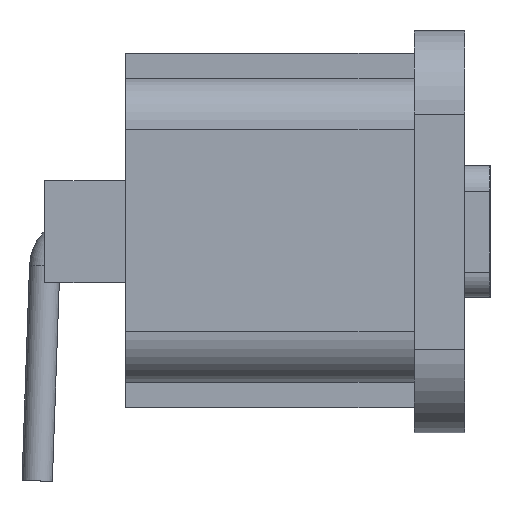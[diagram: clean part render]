
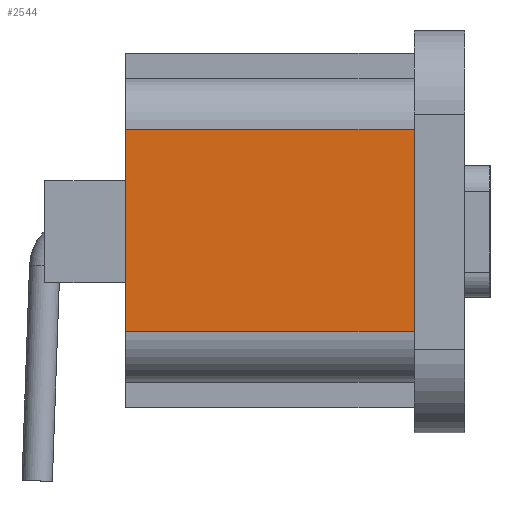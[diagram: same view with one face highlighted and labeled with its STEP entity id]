
A CAD part, left-side view. The second image highlights one B-rep face of the part: STEP entity #2544.
In plain terms, the highlighted planar face has unit normal (-1, 0, 0).
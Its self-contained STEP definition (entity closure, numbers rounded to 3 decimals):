
#72 = PLANE('',#73);
#73 = AXIS2_PLACEMENT_3D('',#74,#75,#76);
#74 = CARTESIAN_POINT('',(20.18,2.,7.95));
#75 = DIRECTION('',(0.,1.,0.));
#76 = DIRECTION('',(0.,0.,1.));
#593 = VERTEX_POINT('',#594);
#594 = CARTESIAN_POINT('',(2.05,2.,12.));
#611 = CYLINDRICAL_SURFACE('',#612,2.);
#612 = AXIS2_PLACEMENT_3D('',#613,#614,#615);
#613 = CARTESIAN_POINT('',(4.05,2.,12.));
#614 = DIRECTION('',(0.,-1.,0.));
#615 = DIRECTION('',(-1.,0.,0.));
#623 = EDGE_CURVE('',#593,#624,#626,.T.);
#624 = VERTEX_POINT('',#625);
#625 = CARTESIAN_POINT('',(2.05,2.,4.));
#626 = SURFACE_CURVE('',#627,(#631,#638),.PCURVE_S1.);
#627 = LINE('',#628,#629);
#628 = CARTESIAN_POINT('',(2.05,2.,12.));
#629 = VECTOR('',#630,1.);
#630 = DIRECTION('',(0.,0.,-1.));
#631 = PCURVE('',#72,#632);
#632 = DEFINITIONAL_REPRESENTATION('',(#633),#637);
#633 = LINE('',#634,#635);
#634 = CARTESIAN_POINT('',(4.05,-18.13));
#635 = VECTOR('',#636,1.);
#636 = DIRECTION('',(-1.,0.));
#637 = ( GEOMETRIC_REPRESENTATION_CONTEXT(2) 
PARAMETRIC_REPRESENTATION_CONTEXT() REPRESENTATION_CONTEXT('2D SPACE',''
  ) );
#638 = PCURVE('',#639,#644);
#639 = PLANE('',#640);
#640 = AXIS2_PLACEMENT_3D('',#641,#642,#643);
#641 = CARTESIAN_POINT('',(2.05,2.,12.));
#642 = DIRECTION('',(-1.,0.,0.));
#643 = DIRECTION('',(0.,0.,-1.));
#644 = DEFINITIONAL_REPRESENTATION('',(#645),#649);
#645 = LINE('',#646,#647);
#646 = CARTESIAN_POINT('',(0.,0.));
#647 = VECTOR('',#648,1.);
#648 = DIRECTION('',(1.,0.));
#649 = ( GEOMETRIC_REPRESENTATION_CONTEXT(2) 
PARAMETRIC_REPRESENTATION_CONTEXT() REPRESENTATION_CONTEXT('2D SPACE',''
  ) );
#668 = CYLINDRICAL_SURFACE('',#669,2.);
#669 = AXIS2_PLACEMENT_3D('',#670,#671,#672);
#670 = CARTESIAN_POINT('',(4.05,2.,4.));
#671 = DIRECTION('',(0.,-1.,0.));
#672 = DIRECTION('',(-1.,0.,0.));
#1489 = EDGE_CURVE('',#593,#1490,#1492,.T.);
#1490 = VERTEX_POINT('',#1491);
#1491 = CARTESIAN_POINT('',(2.05,13.4,12.));
#1492 = SURFACE_CURVE('',#1493,(#1497,#1504),.PCURVE_S1.);
#1493 = LINE('',#1494,#1495);
#1494 = CARTESIAN_POINT('',(2.05,2.,12.));
#1495 = VECTOR('',#1496,1.);
#1496 = DIRECTION('',(0.,1.,0.));
#1497 = PCURVE('',#611,#1498);
#1498 = DEFINITIONAL_REPRESENTATION('',(#1499),#1503);
#1499 = LINE('',#1500,#1501);
#1500 = CARTESIAN_POINT('',(-0.,0.));
#1501 = VECTOR('',#1502,1.);
#1502 = DIRECTION('',(-0.,-1.));
#1503 = ( GEOMETRIC_REPRESENTATION_CONTEXT(2) 
PARAMETRIC_REPRESENTATION_CONTEXT() REPRESENTATION_CONTEXT('2D SPACE',''
  ) );
#1504 = PCURVE('',#639,#1505);
#1505 = DEFINITIONAL_REPRESENTATION('',(#1506),#1510);
#1506 = LINE('',#1507,#1508);
#1507 = CARTESIAN_POINT('',(0.,0.));
#1508 = VECTOR('',#1509,1.);
#1509 = DIRECTION('',(0.,-1.));
#1510 = ( GEOMETRIC_REPRESENTATION_CONTEXT(2) 
PARAMETRIC_REPRESENTATION_CONTEXT() REPRESENTATION_CONTEXT('2D SPACE',''
  ) );
#1529 = PLANE('',#1530);
#1530 = AXIS2_PLACEMENT_3D('',#1531,#1532,#1533);
#1531 = CARTESIAN_POINT('',(20.485,13.4,8.));
#1532 = DIRECTION('',(0.,1.,0.));
#1533 = DIRECTION('',(0.,0.,1.));
#2500 = VERTEX_POINT('',#2501);
#2501 = CARTESIAN_POINT('',(2.05,13.4,4.));
#2523 = EDGE_CURVE('',#624,#2500,#2524,.T.);
#2524 = SURFACE_CURVE('',#2525,(#2529,#2536),.PCURVE_S1.);
#2525 = LINE('',#2526,#2527);
#2526 = CARTESIAN_POINT('',(2.05,2.,4.));
#2527 = VECTOR('',#2528,1.);
#2528 = DIRECTION('',(0.,1.,0.));
#2529 = PCURVE('',#668,#2530);
#2530 = DEFINITIONAL_REPRESENTATION('',(#2531),#2535);
#2531 = LINE('',#2532,#2533);
#2532 = CARTESIAN_POINT('',(-6.283,0.));
#2533 = VECTOR('',#2534,1.);
#2534 = DIRECTION('',(-0.,-1.));
#2535 = ( GEOMETRIC_REPRESENTATION_CONTEXT(2) 
PARAMETRIC_REPRESENTATION_CONTEXT() REPRESENTATION_CONTEXT('2D SPACE',''
  ) );
#2536 = PCURVE('',#639,#2537);
#2537 = DEFINITIONAL_REPRESENTATION('',(#2538),#2542);
#2538 = LINE('',#2539,#2540);
#2539 = CARTESIAN_POINT('',(8.,0.));
#2540 = VECTOR('',#2541,1.);
#2541 = DIRECTION('',(0.,-1.));
#2542 = ( GEOMETRIC_REPRESENTATION_CONTEXT(2) 
PARAMETRIC_REPRESENTATION_CONTEXT() REPRESENTATION_CONTEXT('2D SPACE',''
  ) );
#2544 = ADVANCED_FACE('',(#2545),#639,.T.);
#2545 = FACE_BOUND('',#2546,.T.);
#2546 = EDGE_LOOP('',(#2547,#2548,#2569,#2570));
#2547 = ORIENTED_EDGE('',*,*,#1489,.T.);
#2548 = ORIENTED_EDGE('',*,*,#2549,.T.);
#2549 = EDGE_CURVE('',#1490,#2500,#2550,.T.);
#2550 = SURFACE_CURVE('',#2551,(#2555,#2562),.PCURVE_S1.);
#2551 = LINE('',#2552,#2553);
#2552 = CARTESIAN_POINT('',(2.05,13.4,12.));
#2553 = VECTOR('',#2554,1.);
#2554 = DIRECTION('',(0.,0.,-1.));
#2555 = PCURVE('',#639,#2556);
#2556 = DEFINITIONAL_REPRESENTATION('',(#2557),#2561);
#2557 = LINE('',#2558,#2559);
#2558 = CARTESIAN_POINT('',(0.,-11.4));
#2559 = VECTOR('',#2560,1.);
#2560 = DIRECTION('',(1.,0.));
#2561 = ( GEOMETRIC_REPRESENTATION_CONTEXT(2) 
PARAMETRIC_REPRESENTATION_CONTEXT() REPRESENTATION_CONTEXT('2D SPACE',''
  ) );
#2562 = PCURVE('',#1529,#2563);
#2563 = DEFINITIONAL_REPRESENTATION('',(#2564),#2568);
#2564 = LINE('',#2565,#2566);
#2565 = CARTESIAN_POINT('',(4.,-18.435));
#2566 = VECTOR('',#2567,1.);
#2567 = DIRECTION('',(-1.,0.));
#2568 = ( GEOMETRIC_REPRESENTATION_CONTEXT(2) 
PARAMETRIC_REPRESENTATION_CONTEXT() REPRESENTATION_CONTEXT('2D SPACE',''
  ) );
#2569 = ORIENTED_EDGE('',*,*,#2523,.F.);
#2570 = ORIENTED_EDGE('',*,*,#623,.F.);
